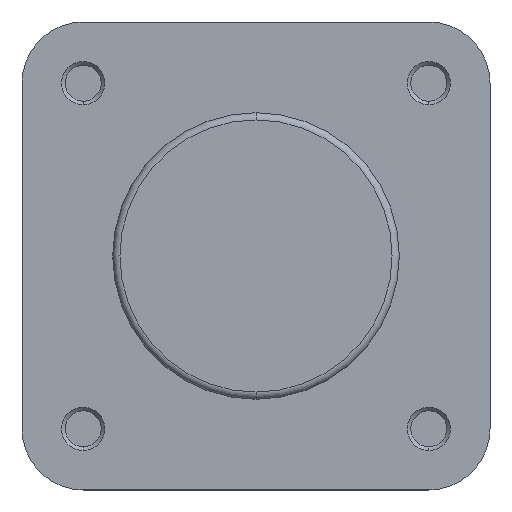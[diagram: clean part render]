
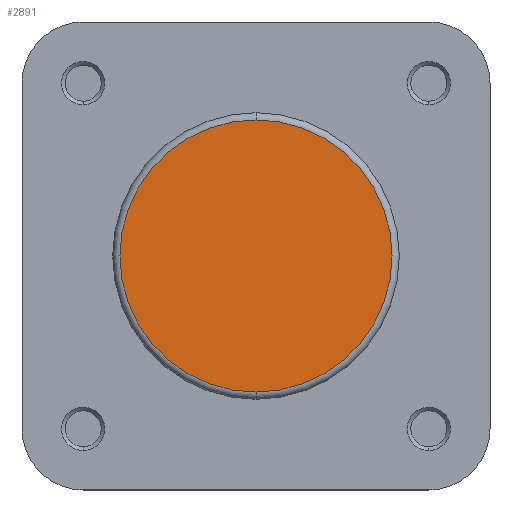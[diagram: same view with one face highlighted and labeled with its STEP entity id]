
A CAD part, left-side view. The second image highlights one B-rep face of the part: STEP entity #2891.
In plain terms, the highlighted planar face has unit normal (-1, 0, 0).
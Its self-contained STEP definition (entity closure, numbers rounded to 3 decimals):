
#121 = CARTESIAN_POINT ( 'NONE',  ( 21., 19.9, 0. ) ) ;
#128 = DIRECTION ( 'NONE',  ( 1., 0., 0. ) ) ;
#129 = DIRECTION ( 'NONE',  ( 0., 0., -1. ) ) ;
#1591 = EDGE_CURVE ( 'NONE', #2513, #2478, #3606, .T. ) ;
#2024 = EDGE_CURVE ( 'NONE', #2478, #2513, #4267, .T. ) ;
#2031 = AXIS2_PLACEMENT_3D ( 'NONE', #2711, #2666, #2665 ) ;
#2210 = EDGE_LOOP ( 'NONE', ( #3474, #3473 ) ) ;
#2478 = VERTEX_POINT ( 'NONE', #5417 ) ;
#2513 = VERTEX_POINT ( 'NONE', #5452 ) ;
#2665 = DIRECTION ( 'NONE',  ( 0., 0., -1. ) ) ;
#2666 = DIRECTION ( 'NONE',  ( -1., 0., 0. ) ) ;
#2711 = CARTESIAN_POINT ( 'NONE',  ( 21., 0., 0. ) ) ;
#2891 = ADVANCED_FACE ( 'NONE', ( #4320 ), #5673, .F. ) ;
#3473 = ORIENTED_EDGE ( 'NONE', *, *, #2024, .T. ) ;
#3474 = ORIENTED_EDGE ( 'NONE', *, *, #1591, .T. ) ;
#3606 = CIRCLE ( 'NONE', #2031, 18.9 ) ;
#4267 = CIRCLE ( 'NONE', #5785, 18.9 ) ;
#4320 = FACE_OUTER_BOUND ( 'NONE', #2210, .T. ) ;
#5345 = CARTESIAN_POINT ( 'NONE',  ( 21., 0., 0. ) ) ;
#5354 = DIRECTION ( 'NONE',  ( -1., 0., 0. ) ) ;
#5355 = DIRECTION ( 'NONE',  ( 0., 0., -1. ) ) ;
#5417 = CARTESIAN_POINT ( 'NONE',  ( 21., 0., 18.9 ) ) ;
#5452 = CARTESIAN_POINT ( 'NONE',  ( 21., 0., -18.9 ) ) ;
#5673 = PLANE ( 'NONE',  #5815 ) ;
#5785 = AXIS2_PLACEMENT_3D ( 'NONE', #5345, #5354, #5355 ) ;
#5815 = AXIS2_PLACEMENT_3D ( 'NONE', #121, #128, #129 ) ;
